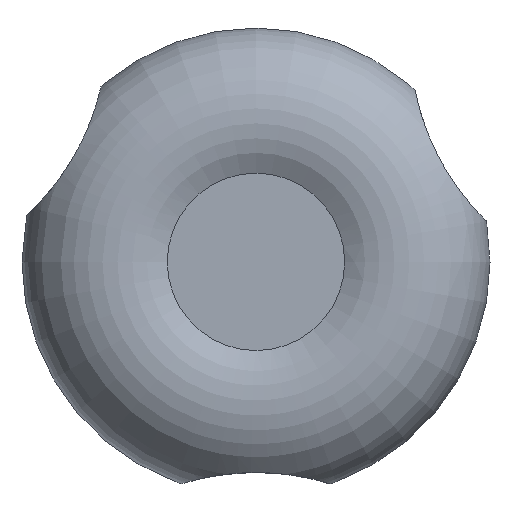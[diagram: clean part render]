
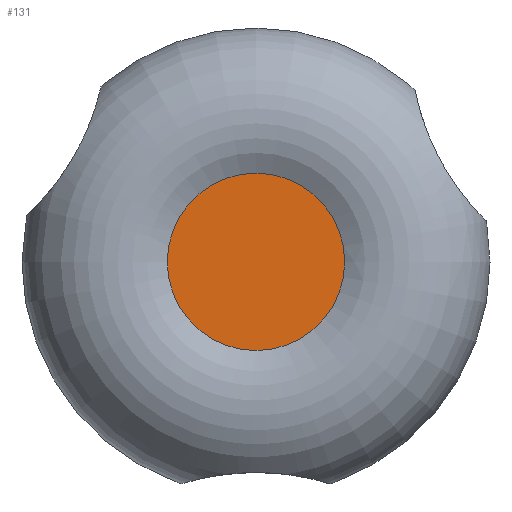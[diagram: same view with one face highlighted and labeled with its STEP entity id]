
A CAD part, top view. The second image highlights one B-rep face of the part: STEP entity #131.
In plain terms, the highlighted planar face has unit normal (0, 0, 1).
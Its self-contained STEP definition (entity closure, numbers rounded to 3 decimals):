
#131 = ADVANCED_FACE( '', ( #279 ), #280, .F. );
#279 = FACE_OUTER_BOUND( '', #437, .T. );
#280 = PLANE( '', #438 );
#437 = EDGE_LOOP( '', ( #731 ) );
#438 = AXIS2_PLACEMENT_3D( '', #732, #733, #734 );
#731 = ORIENTED_EDGE( '', *, *, #897, .T. );
#732 = CARTESIAN_POINT( '', ( 0., 5.683, 21. ) );
#733 = DIRECTION( '', ( 0., 0., -1. ) );
#734 = DIRECTION( '', ( -1., 0., 0. ) );
#897 = EDGE_CURVE( '', #1068, #1068, #1069, .T. );
#1068 = VERTEX_POINT( '', #1610 );
#1069 = CIRCLE( '', #1611, 5.683 );
#1610 = CARTESIAN_POINT( '', ( 5.683, 0., 21. ) );
#1611 = AXIS2_PLACEMENT_3D( '', #1983, #1984, #1985 );
#1983 = CARTESIAN_POINT( '', ( 0., 0., 21. ) );
#1984 = DIRECTION( '', ( 0., 0., 1. ) );
#1985 = DIRECTION( '', ( 1., 0., 0. ) );
